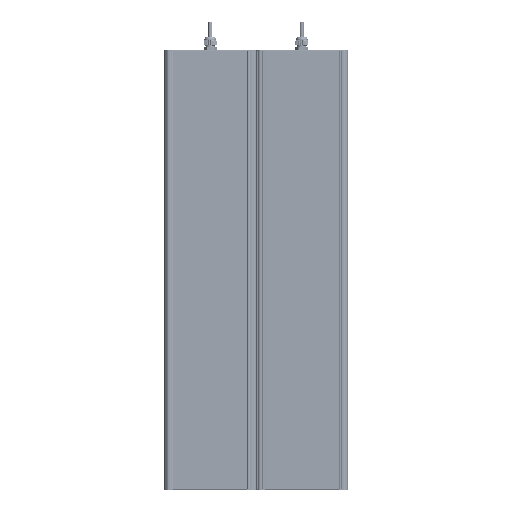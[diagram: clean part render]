
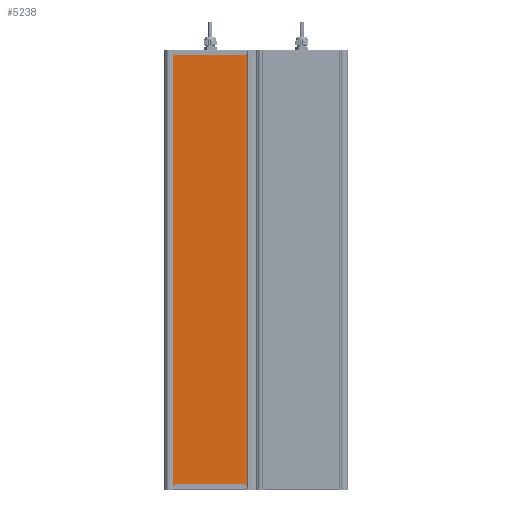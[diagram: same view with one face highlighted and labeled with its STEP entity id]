
A CAD part, front view. The second image highlights one B-rep face of the part: STEP entity #5238.
In plain terms, the highlighted face is planar.
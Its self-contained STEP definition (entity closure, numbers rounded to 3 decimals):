
#5238=ADVANCED_FACE('',(#17928),#17930,.T.);
#17928=FACE_BOUND('',#17929,.T.);
#17929=EDGE_LOOP('',(#50675,#50676,#50677,#50678));
#17930=PLANE('',#17931);
#17931=AXIS2_PLACEMENT_3D('',#17932,#17933,#17934);
#17932=CARTESIAN_POINT('',(2111.497,401.002,-34.582));
#17933=DIRECTION('',(0.,0.,-1.));
#17934=DIRECTION('',(0.,1.,0.));
#50675=ORIENTED_EDGE('',*,*,#59931,.F.);
#50676=ORIENTED_EDGE('',*,*,#59930,.T.);
#50677=ORIENTED_EDGE('',*,*,#59932,.F.);
#50678=ORIENTED_EDGE('',*,*,#59933,.F.);
#59930=EDGE_CURVE('',#66851,#66855,#66857,.T.);
#59931=EDGE_CURVE('',#66851,#66858,#66859,.T.);
#59932=EDGE_CURVE('',#66860,#66855,#66861,.T.);
#59933=EDGE_CURVE('',#66858,#66860,#66862,.T.);
#66851=VERTEX_POINT('',#87825);
#66855=VERTEX_POINT('',#87833);
#66857=LINE('',#87837,#87838);
#66858=VERTEX_POINT('',#87840);
#66859=LINE('',#87841,#87842);
#66860=VERTEX_POINT('',#87844);
#66861=LINE('',#87845,#87846);
#66862=LINE('',#87848,#87849);
#87825=CARTESIAN_POINT('',(2111.497,565.13,-34.582));
#87833=CARTESIAN_POINT('',(3007.497,565.13,-34.582));
#87837=CARTESIAN_POINT('',(2111.497,565.13,-34.582));
#87838=VECTOR('',#87839,1.);
#87839=DIRECTION('',(1.,0.,0.));
#87840=CARTESIAN_POINT('',(2111.497,401.002,-34.582));
#87841=CARTESIAN_POINT('',(2111.497,565.13,-34.582));
#87842=VECTOR('',#87843,1.);
#87843=DIRECTION('',(0.,-1.,0.));
#87844=CARTESIAN_POINT('',(3007.497,401.002,-34.582));
#87845=CARTESIAN_POINT('',(3007.497,401.002,-34.582));
#87846=VECTOR('',#87847,1.);
#87847=DIRECTION('',(0.,1.,0.));
#87848=CARTESIAN_POINT('',(2111.497,401.002,-34.582));
#87849=VECTOR('',#87850,1.);
#87850=DIRECTION('',(1.,0.,0.));
